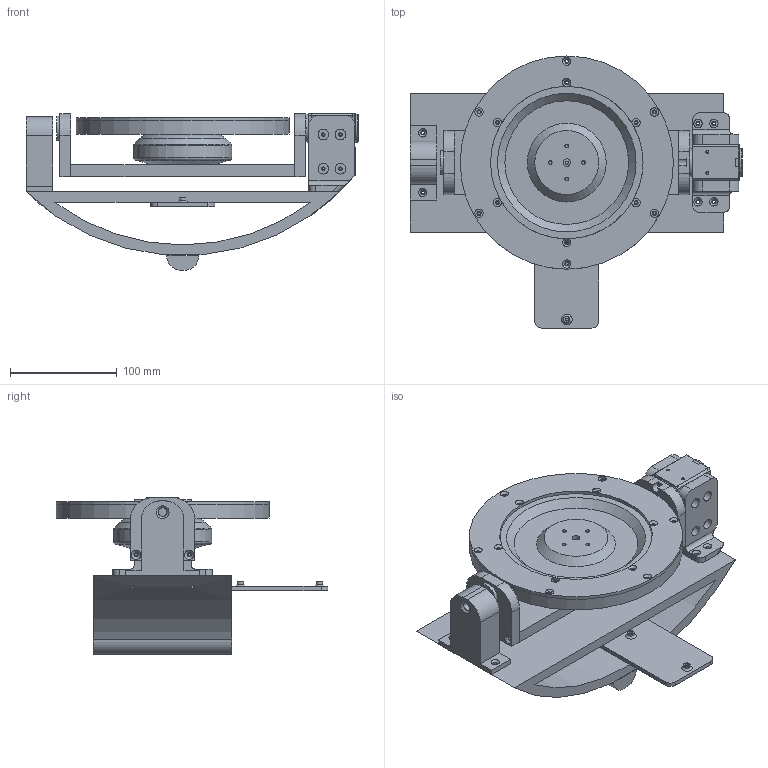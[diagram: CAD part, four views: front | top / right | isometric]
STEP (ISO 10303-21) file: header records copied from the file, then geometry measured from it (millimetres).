
FILE_DESCRIPTION(/* description */ (''),/* implementation_level */ '2;1');
FILE_NAME(/* name */ '0368131e-fbe0-4b66-9dbe-1db0c2e3af4d.stp',/* time_stamp */ '2021-05-01T08:14:07+00:00',/* author */ (''),/* organization */ (''),/* preprocessor_version */ 'ST-DEVELOPER v18.1',/* originating_system */ 'Autodesk Translation Framework v10.6.0.1341',/* authorisation */ '');
FILE_SCHEMA (('AUTOMOTIVE_DESIGN { 1 0 10303 214 3 1 1 }'));
Length unit declared in the file: millimetre
Products named in the file (2): gyro01; motor9225 v5
Assembly tree (1 placements, depth 2):
  gyro01
    motor9225 v5
Bounding box: 311.27 x 254.99 x 147.25 mm (x, y, z)
Volume: 1691006 mm3; surface area: 423821.8 mm2
Topology: 14 solids, 14 shells, 532 faces, 1148 edges, 729 vertices
Faces by surface type: plane 225, cylinder 216, cone 82, torus 5, bspline 4
Full cylindrical faces by diameter (mm): 2 x4, 2.05 x40, 2.6 x8, 2.7 x4, 2.8 x24, 3 x5, 3.2 x8, 3.5 x4, 3.8 x22, 4 x4, 4.6 x4, 4.8 x8, 5.5 x1, 6 x2, 7 x1, 8 x5, 10 x10, 11 x1, 15 x1, 18.2 x1, 22.3 x2, 26 x2, 30 x1, 92 x1, 143 x1, 160 x1, 181 x1, 199.988 x2
Entity records: 15086 total; most frequent: DIRECTION 2720, CARTESIAN_POINT 2710, ORIENTED_EDGE 2280, EDGE_CURVE 1140, AXIS2_PLACEMENT_3D 1063, EDGE_LOOP 761, VERTEX_POINT 729, LINE 594
